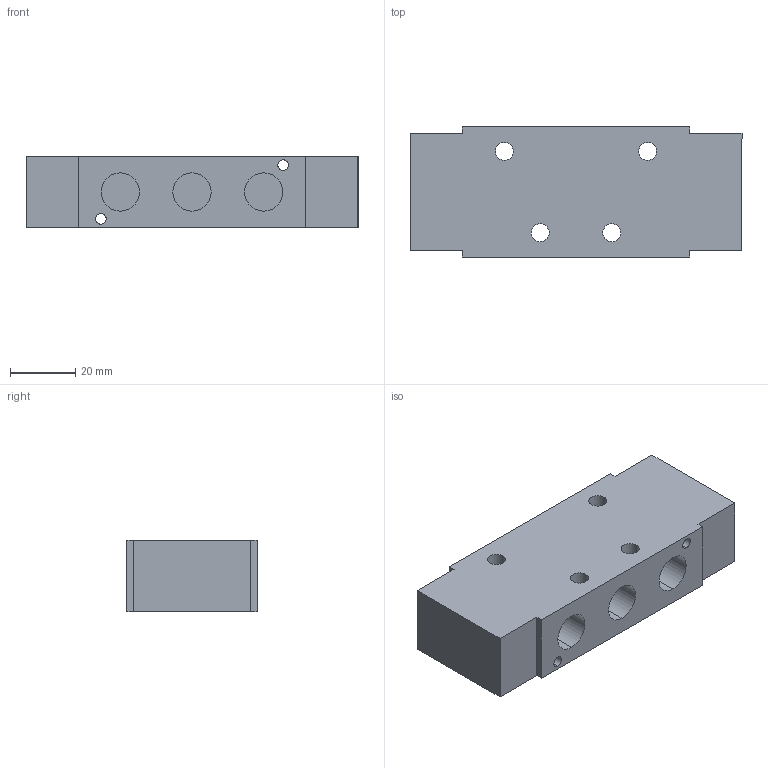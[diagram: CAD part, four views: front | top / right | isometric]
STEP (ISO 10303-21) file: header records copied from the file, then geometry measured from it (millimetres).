
FILE_DESCRIPTION (( 'STEP AP203' ), '1' );
FILE_NAME ('P.533.701.GTT.STEP', '2018-11-22T13:37:59', ( '' ), ( '' ), 'SwSTEP 2.0', 'SolidWorks 2013', '' );
FILE_SCHEMA (( 'CONFIG_CONTROL_DESIGN' ));
Length unit declared in the file: millimetre
Products named in the file (1): P.533.701.GTT
Bounding box: 102 x 40 x 22 mm (x, y, z)
Volume: 76471.7 mm3; surface area: 19498.4 mm2
Topology: 3 solids, 3 shells, 55 faces, 126 edges, 84 vertices
Faces by surface type: cylinder 30, plane 25
Entity records: 1677 total; most frequent: DIRECTION 298, CARTESIAN_POINT 266, ORIENTED_EDGE 252, EDGE_CURVE 126, AXIS2_PLACEMENT_3D 116, VERTEX_POINT 84, EDGE_LOOP 74, VECTOR 66
